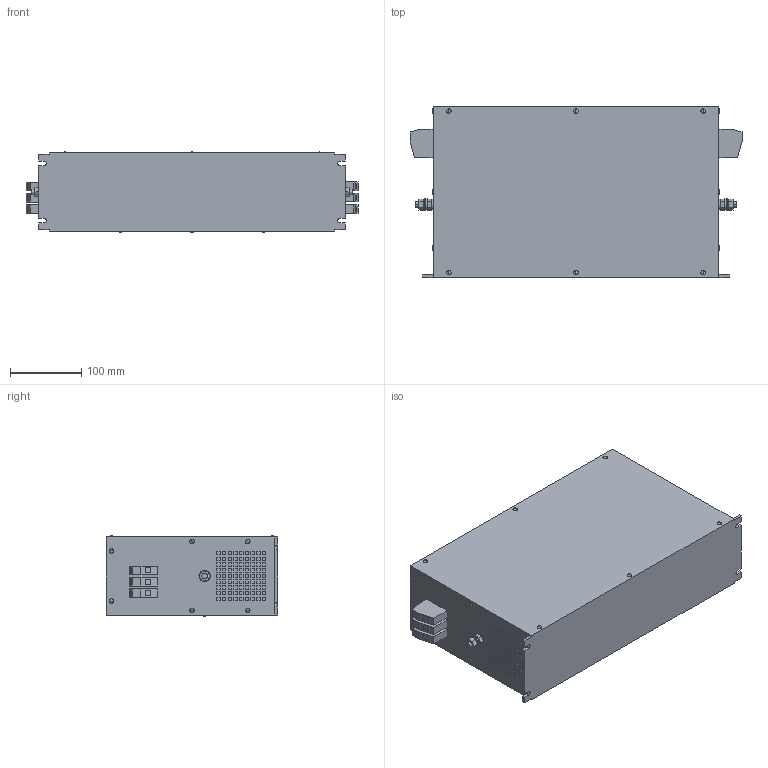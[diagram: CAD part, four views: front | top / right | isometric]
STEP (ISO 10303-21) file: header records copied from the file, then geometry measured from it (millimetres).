
FILE_DESCRIPTION (( 'STEP AP214' ), '1' );
FILE_NAME ('840877.STEP', '2024-04-08T12:59:42', ( '' ), ( '' ), 'SwSTEP 2.0', 'SolidWorks 2022', '' );
FILE_SCHEMA (( 'AUTOMOTIVE_DESIGN' ));
Length unit declared in the file: millimetre
Products named in the file (1): 840877
Bounding box: 464.6 x 240.05 x 112.74 mm (x, y, z)
Volume: 10654315.1 mm3; surface area: 367626.1 mm2
Topology: 1 solids, 1 shells, 2203 faces, 5278 edges, 3503 vertices
Faces by surface type: plane 2079, cylinder 82, sphere 42
Entity records: 62746 total; most frequent: CARTESIAN_POINT 10985, ORIENTED_EDGE 10556, DIRECTION 9962, EDGE_CURVE 5278, VECTOR 5002, LINE 5002, VERTEX_POINT 3503, EDGE_LOOP 2629
